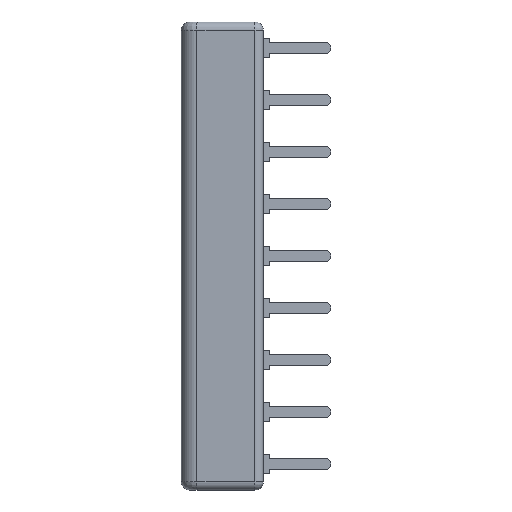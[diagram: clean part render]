
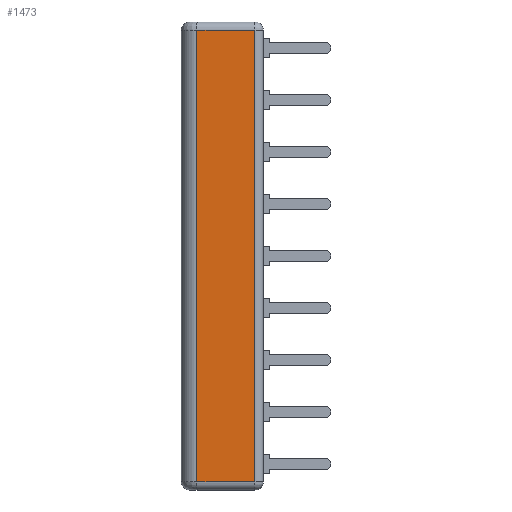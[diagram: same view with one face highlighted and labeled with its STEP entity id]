
A CAD part, left-side view. The second image highlights one B-rep face of the part: STEP entity #1473.
In plain terms, the highlighted planar face has unit normal (-0.999, 0.035, 0).
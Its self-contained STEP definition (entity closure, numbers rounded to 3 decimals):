
#572 = CYLINDRICAL_SURFACE('',#573,0.4);
#573 = AXIS2_PLACEMENT_3D('',#574,#575,#576);
#574 = CARTESIAN_POINT('',(0.414,0.4,0.));
#575 = DIRECTION('',(0.,0.,-1.));
#576 = DIRECTION('',(0.,-1.,0.));
#648 = CYLINDRICAL_SURFACE('',#649,0.4);
#649 = AXIS2_PLACEMENT_3D('',#650,#651,#652);
#650 = CARTESIAN_POINT('',(0.513,3.224,-0.4));
#651 = DIRECTION('',(-0.035,-0.999,0.));
#652 = DIRECTION('',(0.,0.,1.));
#845 = CYLINDRICAL_SURFACE('',#846,0.4);
#846 = AXIS2_PLACEMENT_3D('',#847,#848,#849);
#847 = CARTESIAN_POINT('',(0.513,3.224,-22.46));
#848 = DIRECTION('',(-0.035,-0.999,0.));
#849 = DIRECTION('',(-0.999,0.035,0.));
#1020 = CYLINDRICAL_SURFACE('',#1021,0.79);
#1021 = AXIS2_PLACEMENT_3D('',#1022,#1023,#1024);
#1022 = CARTESIAN_POINT('',(0.903,3.21,0.));
#1023 = DIRECTION('',(0.,0.,-1.));
#1024 = DIRECTION('',(0.,1.,0.));
#1120 = VERTEX_POINT('',#1121);
#1121 = CARTESIAN_POINT('',(0.014,0.414,-0.4));
#1143 = EDGE_CURVE('',#1120,#1144,#1146,.T.);
#1144 = VERTEX_POINT('',#1145);
#1145 = CARTESIAN_POINT('',(0.014,0.414,-22.46));
#1146 = SURFACE_CURVE('',#1147,(#1151,#1158),.PCURVE_S1.);
#1147 = LINE('',#1148,#1149);
#1148 = CARTESIAN_POINT('',(0.014,0.414,0.)
  );
#1149 = VECTOR('',#1150,1.);
#1150 = DIRECTION('',(0.,0.,-1.));
#1151 = PCURVE('',#572,#1152);
#1152 = DEFINITIONAL_REPRESENTATION('',(#1153),#1157);
#1153 = LINE('',#1154,#1155);
#1154 = CARTESIAN_POINT('',(1.606,0.));
#1155 = VECTOR('',#1156,1.);
#1156 = DIRECTION('',(0.,1.));
#1157 = ( GEOMETRIC_REPRESENTATION_CONTEXT(2) 
PARAMETRIC_REPRESENTATION_CONTEXT() REPRESENTATION_CONTEXT('2D SPACE',''
  ) );
#1158 = PCURVE('',#1159,#1164);
#1159 = PLANE('',#1160);
#1160 = AXIS2_PLACEMENT_3D('',#1161,#1162,#1163);
#1161 = CARTESIAN_POINT('',(0.14,3.998,0.));
#1162 = DIRECTION('',(-0.999,0.035,0.));
#1163 = DIRECTION('',(-0.035,-0.999,0.));
#1164 = DEFINITIONAL_REPRESENTATION('',(#1165),#1169);
#1165 = LINE('',#1166,#1167);
#1166 = CARTESIAN_POINT('',(3.586,0.));
#1167 = VECTOR('',#1168,1.);
#1168 = DIRECTION('',(0.,-1.));
#1169 = ( GEOMETRIC_REPRESENTATION_CONTEXT(2) 
PARAMETRIC_REPRESENTATION_CONTEXT() REPRESENTATION_CONTEXT('2D SPACE',''
  ) );
#1197 = VERTEX_POINT('',#1198);
#1198 = CARTESIAN_POINT('',(0.113,3.238,-0.4));
#1218 = EDGE_CURVE('',#1197,#1120,#1219,.T.);
#1219 = SURFACE_CURVE('',#1220,(#1224,#1231),.PCURVE_S1.);
#1220 = LINE('',#1221,#1222);
#1221 = CARTESIAN_POINT('',(0.113,3.238,-0.4));
#1222 = VECTOR('',#1223,1.);
#1223 = DIRECTION('',(-0.035,-0.999,0.));
#1224 = PCURVE('',#648,#1225);
#1225 = DEFINITIONAL_REPRESENTATION('',(#1226),#1230);
#1226 = LINE('',#1227,#1228);
#1227 = CARTESIAN_POINT('',(1.571,0.));
#1228 = VECTOR('',#1229,1.);
#1229 = DIRECTION('',(0.,1.));
#1230 = ( GEOMETRIC_REPRESENTATION_CONTEXT(2) 
PARAMETRIC_REPRESENTATION_CONTEXT() REPRESENTATION_CONTEXT('2D SPACE',''
  ) );
#1231 = PCURVE('',#1159,#1232);
#1232 = DEFINITIONAL_REPRESENTATION('',(#1233),#1237);
#1233 = LINE('',#1234,#1235);
#1234 = CARTESIAN_POINT('',(0.76,-0.4));
#1235 = VECTOR('',#1236,1.);
#1236 = DIRECTION('',(1.,0.));
#1237 = ( GEOMETRIC_REPRESENTATION_CONTEXT(2) 
PARAMETRIC_REPRESENTATION_CONTEXT() REPRESENTATION_CONTEXT('2D SPACE',''
  ) );
#1318 = VERTEX_POINT('',#1319);
#1319 = CARTESIAN_POINT('',(0.113,3.238,-22.46));
#1360 = EDGE_CURVE('',#1318,#1144,#1361,.T.);
#1361 = SURFACE_CURVE('',#1362,(#1366,#1373),.PCURVE_S1.);
#1362 = LINE('',#1363,#1364);
#1363 = CARTESIAN_POINT('',(0.113,3.238,-22.46));
#1364 = VECTOR('',#1365,1.);
#1365 = DIRECTION('',(-0.035,-0.999,0.));
#1366 = PCURVE('',#845,#1367);
#1367 = DEFINITIONAL_REPRESENTATION('',(#1368),#1372);
#1368 = LINE('',#1369,#1370);
#1369 = CARTESIAN_POINT('',(0.,0.));
#1370 = VECTOR('',#1371,1.);
#1371 = DIRECTION('',(0.,1.));
#1372 = ( GEOMETRIC_REPRESENTATION_CONTEXT(2) 
PARAMETRIC_REPRESENTATION_CONTEXT() REPRESENTATION_CONTEXT('2D SPACE',''
  ) );
#1373 = PCURVE('',#1159,#1374);
#1374 = DEFINITIONAL_REPRESENTATION('',(#1375),#1379);
#1375 = LINE('',#1376,#1377);
#1376 = CARTESIAN_POINT('',(0.76,-22.46));
#1377 = VECTOR('',#1378,1.);
#1378 = DIRECTION('',(1.,0.));
#1379 = ( GEOMETRIC_REPRESENTATION_CONTEXT(2) 
PARAMETRIC_REPRESENTATION_CONTEXT() REPRESENTATION_CONTEXT('2D SPACE',''
  ) );
#1440 = EDGE_CURVE('',#1197,#1318,#1441,.T.);
#1441 = SURFACE_CURVE('',#1442,(#1446,#1453),.PCURVE_S1.);
#1442 = LINE('',#1443,#1444);
#1443 = CARTESIAN_POINT('',(0.113,3.238,0.));
#1444 = VECTOR('',#1445,1.);
#1445 = DIRECTION('',(0.,0.,-1.));
#1446 = PCURVE('',#1020,#1447);
#1447 = DEFINITIONAL_REPRESENTATION('',(#1448),#1452);
#1448 = LINE('',#1449,#1450);
#1449 = CARTESIAN_POINT('',(-1.536,0.));
#1450 = VECTOR('',#1451,1.);
#1451 = DIRECTION('',(0.,1.));
#1452 = ( GEOMETRIC_REPRESENTATION_CONTEXT(2) 
PARAMETRIC_REPRESENTATION_CONTEXT() REPRESENTATION_CONTEXT('2D SPACE',''
  ) );
#1453 = PCURVE('',#1159,#1454);
#1454 = DEFINITIONAL_REPRESENTATION('',(#1455),#1459);
#1455 = LINE('',#1456,#1457);
#1456 = CARTESIAN_POINT('',(0.76,0.));
#1457 = VECTOR('',#1458,1.);
#1458 = DIRECTION('',(0.,-1.));
#1459 = ( GEOMETRIC_REPRESENTATION_CONTEXT(2) 
PARAMETRIC_REPRESENTATION_CONTEXT() REPRESENTATION_CONTEXT('2D SPACE',''
  ) );
#1473 = ADVANCED_FACE('',(#1474),#1159,.T.);
#1474 = FACE_BOUND('',#1475,.T.);
#1475 = EDGE_LOOP('',(#1476,#1477,#1478,#1479));
#1476 = ORIENTED_EDGE('',*,*,#1143,.F.);
#1477 = ORIENTED_EDGE('',*,*,#1218,.F.);
#1478 = ORIENTED_EDGE('',*,*,#1440,.T.);
#1479 = ORIENTED_EDGE('',*,*,#1360,.T.);
